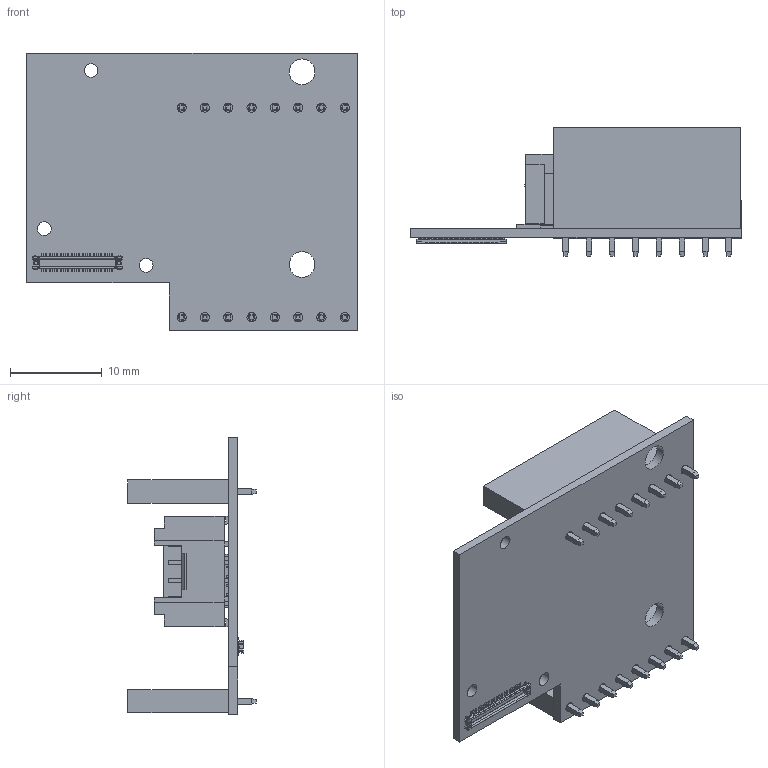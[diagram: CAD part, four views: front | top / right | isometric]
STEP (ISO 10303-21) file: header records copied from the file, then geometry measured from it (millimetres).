
FILE_DESCRIPTION((''),'2;1');
FILE_NAME('PWB-RAK1920_ASM','2020-10-10T',('admin'),(''),'PRO/ENGINEER BY PARAMETRIC TECHNOLOGY CORPORATION, 2010280','PRO/ENGINEER BY PARAMETRIC TECHNOLOGY CORPORATION, 2010280','');
FILE_SCHEMA(('CONFIG_CONTROL_DESIGN','SHAPE_APPEARANCE_LAYERS_GROUPS'));
Length unit declared in the file: millimetre
Products named in the file (6): PWB-RAK1920; AXE640124; 1410C00G_FWF10001-S04B24W5M; 1410C00F; 1405C012; PWB-RAK1920_ASM
Assembly tree (7 placements, depth 2):
  PWB-RAK1920_ASM
    PWB-RAK1920
    AXE640124
    1410C00G_FWF10001-S04B24W5M
    1410C00F  x2
    1405C012  x2
Bounding box: 36 x 14 x 30.2 mm (x, y, z)
Volume: 2448.9 mm3; surface area: 5577.6 mm2
Topology: 11 solids, 11 shells, 1515 faces, 4026 edges, 2666 vertices
Faces by surface type: plane 1361, cylinder 142, torus 4, bspline 4, cone 4
Entity records: 47055 total; most frequent: CARTESIAN_POINT 7318, ORIENTED_EDGE 6274, DIRECTION 5979, EDGE_CURVE 3137, PRESENTATION_STYLE_ASSIGNMENT 3011, STYLED_ITEM 2951, CURVE_STYLE 2946, VECTOR 2805
